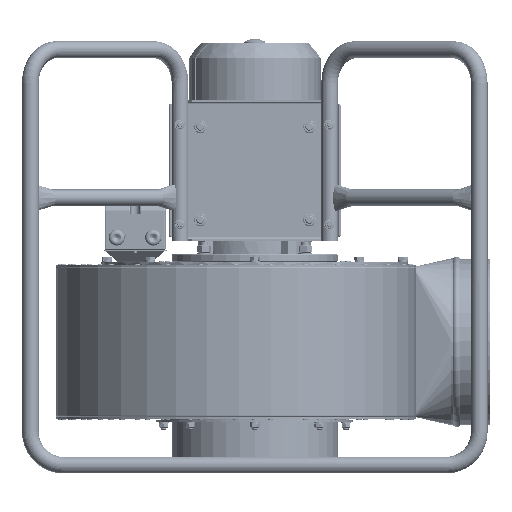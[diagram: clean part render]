
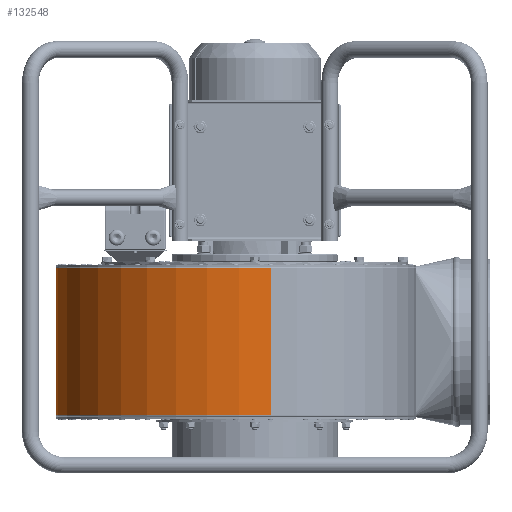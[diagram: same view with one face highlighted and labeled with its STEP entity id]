
A CAD part, front view. The second image highlights one B-rep face of the part: STEP entity #132548.
In plain terms, the highlighted cylindrical face has radius 284.5 mm (diameter 569 mm), a partial arc.
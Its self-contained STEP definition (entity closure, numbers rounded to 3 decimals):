
#16689=FACE_OUTER_BOUND('',#24647,.T.);
#24647=EDGE_LOOP('',(#112698,#112699,#112700,#112701));
#34894=LINE('',#238057,#44958);
#34896=LINE('',#238080,#44960);
#44958=VECTOR('',#172616,10.);
#44960=VECTOR('',#172650,10.);
#49902=CIRCLE('',#142942,284.5);
#49904=CIRCLE('',#142945,284.5);
#61358=VERTEX_POINT('',#238051);
#61359=VERTEX_POINT('',#238055);
#61363=VERTEX_POINT('',#238074);
#61364=VERTEX_POINT('',#238078);
#78816=EDGE_CURVE('',#61358,#61359,#34894,.T.);
#78824=EDGE_CURVE('',#61363,#61358,#49902,.T.);
#78826=EDGE_CURVE('',#61364,#61359,#49904,.T.);
#78827=EDGE_CURVE('',#61363,#61364,#34896,.T.);
#112698=ORIENTED_EDGE('',*,*,#78816,.T.);
#112699=ORIENTED_EDGE('',*,*,#78826,.F.);
#112700=ORIENTED_EDGE('',*,*,#78827,.F.);
#112701=ORIENTED_EDGE('',*,*,#78824,.T.);
#118795=CYLINDRICAL_SURFACE('',#142944,284.5);
#132548=ADVANCED_FACE('',(#16689),#118795,.T.);
#142942=AXIS2_PLACEMENT_3D('',#238075,#172642,#172643);
#142944=AXIS2_PLACEMENT_3D('',#238077,#172646,#172647);
#142945=AXIS2_PLACEMENT_3D('',#238079,#172648,#172649);
#172616=DIRECTION('',(0.,0.,1.));
#172642=DIRECTION('center_axis',(0.,0.,
1.));
#172643=DIRECTION('ref_axis',(-1.,0.,0.));
#172646=DIRECTION('center_axis',(0.,0.,
1.));
#172647=DIRECTION('ref_axis',(-1.,0.,0.));
#172648=DIRECTION('center_axis',(0.,0.,
1.));
#172649=DIRECTION('ref_axis',(-1.,0.,0.));
#172650=DIRECTION('',(0.,0.,1.));
#238051=CARTESIAN_POINT('',(24.525,-262.541,-223.125));
#238055=CARTESIAN_POINT('',(24.525,-262.541,-1.875));
#238057=CARTESIAN_POINT('',(24.525,-262.541,-1.875));
#238074=CARTESIAN_POINT('',(-299.5,19.2,-223.125));
#238075=CARTESIAN_POINT('Origin',(-15.,19.2,-223.125));
#238077=CARTESIAN_POINT('Origin',(-15.,19.2,-112.5));
#238078=CARTESIAN_POINT('',(-299.5,19.2,-1.875));
#238079=CARTESIAN_POINT('Origin',(-15.,19.2,-1.875));
#238080=CARTESIAN_POINT('',(-299.5,19.2,-1.875));
